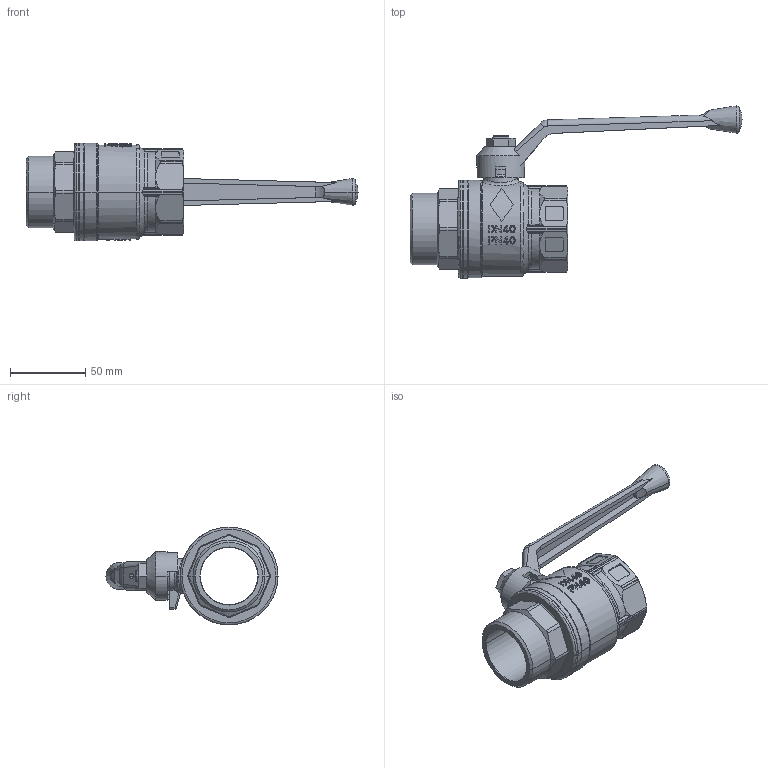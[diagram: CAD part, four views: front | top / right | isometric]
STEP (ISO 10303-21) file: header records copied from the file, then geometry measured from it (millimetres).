
FILE_DESCRIPTION(('Creo Elements/Direct Modeling STEP Export'),'2;1');
FILE_NAME('1501080000.stp','2021-05-18T15:20:25',(''),(''),'Creo Elements/Direct Modeling STEP processor for AP214 (Solid Model)','Creo Elements/Direct Modeling 20.1D 10-Oct-2020 (C) Parametric Technology GmbH','');
FILE_SCHEMA(('AUTOMOTIVE_DESIGN { 1 0 10303 214 1 1 1 1 }'));
Length unit declared in the file: millimetre
Products named in the file (2): 1501080000
Assembly tree (1 placements, depth 2):
  1501080000
    1501080000
Bounding box: 220.25 x 114.15 x 65 mm (x, y, z)
Volume: 168250.7 mm3; surface area: 50618.1 mm2
Topology: 1 solids, 1 shells, 637 faces, 1701 edges, 1094 vertices
Faces by surface type: plane 376, cylinder 134, cone 77, torus 37, bspline 11, sphere 2
Entity records: 25996 total; most frequent: CARTESIAN_POINT 9377, ORIENTED_EDGE 3390, DIRECTION 3184, EDGE_CURVE 1695, AXIS2_PLACEMENT_3D 1249, VERTEX_POINT 1094, VECTOR 686, LINE 686
